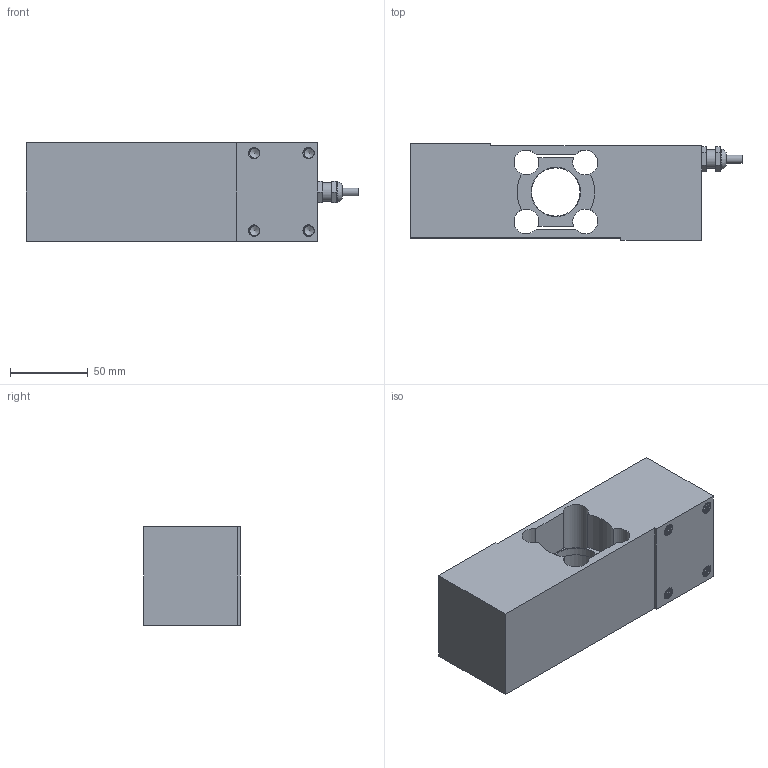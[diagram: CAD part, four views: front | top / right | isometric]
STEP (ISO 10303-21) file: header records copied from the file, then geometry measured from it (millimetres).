
FILE_DESCRIPTION(/* description */ (''),/* implementation_level */ '2;1');
FILE_NAME(/* name */ '651KS55UN-200kg v2.step',/* time_stamp */ '2020-02-11T15:15:48-08:00',/* author */ (''),/* organization */ (''),/* preprocessor_version */ 'ST-DEVELOPER v18',/* originating_system */ 'Autodesk Translation Framework v8.12.0.6',/* authorisation */ '');
FILE_SCHEMA (('AUTOMOTIVE_DESIGN { 1 0 10303 214 3 1 1 }'));
Length unit declared in the file: millimetre
Products named in the file (2): 651KS55UN-200kg; Connector
Assembly tree (1 placements, depth 2):
  651KS55UN-200kg
    Connector
Bounding box: 214.03 x 62.3 x 63.5 mm (x, y, z)
Volume: 565505.1 mm3; surface area: 76897.3 mm2
Topology: 2 solids, 2 shells, 391 faces, 1002 edges, 620 vertices
Faces by surface type: cylinder 320, plane 45, bspline 17, cone 9
Full cylindrical faces by diameter (mm): 5.1 x1, 6.566 x136, 7.938 x136, 10 x1, 12 x2, 13 x1, 31.199 x1, 31.8 x2
Entity records: 26195 total; most frequent: CARTESIAN_POINT 17761, ORIENTED_EDGE 1986, DIRECTION 1327, EDGE_CURVE 993, VERTEX_POINT 620, B_SPLINE_CURVE_WITH_KNOTS 512, AXIS2_PLACEMENT_3D 469, EDGE_LOOP 411
